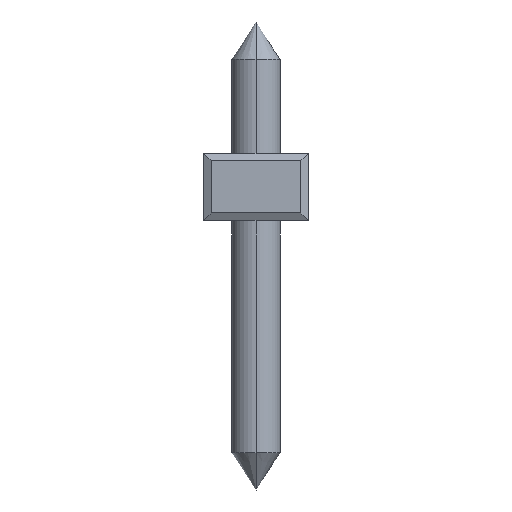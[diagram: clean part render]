
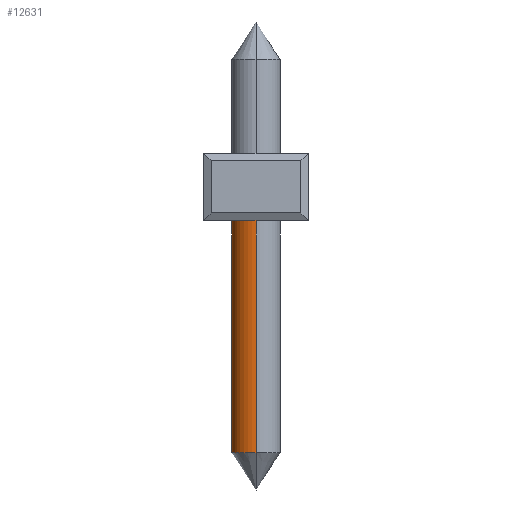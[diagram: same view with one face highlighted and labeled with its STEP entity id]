
A CAD part, front view. The second image highlights one B-rep face of the part: STEP entity #12631.
In plain terms, the highlighted cylindrical face has radius 0.65 mm (diameter 1.3 mm), a partial arc.
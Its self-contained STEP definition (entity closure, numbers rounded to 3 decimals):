
#3333=CARTESIAN_POINT('',(1.4,-117.5,0.2));
#3334=DIRECTION('',(0.,0.,1.));
#3335=DIRECTION('',(0.,1.,0.));
#3336=AXIS2_PLACEMENT_3D('',#3333,#3334,#3335);
#3343=CARTESIAN_POINT('',(1.4,-117.5,-6.2));
#3344=DIRECTION('',(0.,0.,1.));
#3345=DIRECTION('',(0.,1.,0.));
#3346=AXIS2_PLACEMENT_3D('',#3343,#3344,#3345);
#3348=DIRECTION('',(0.,0.,1.));
#3349=VECTOR('',#3348,6.4);
#3350=CARTESIAN_POINT('',(1.4,-116.85,-6.2));
#3351=LINE('',#3350,#3349);
#3357=DIRECTION('',(0.,0.,1.));
#3358=VECTOR('',#3357,6.4);
#3359=CARTESIAN_POINT('',(1.4,-118.15,-6.2));
#3360=LINE('',#3359,#3358);
#9134=CARTESIAN_POINT('',(1.4,-116.85,-6.2));
#9136=VERTEX_POINT('',#9134);
#9141=CARTESIAN_POINT('',(1.4,-118.15,-6.2));
#9142=VERTEX_POINT('',#9141);
#9145=CARTESIAN_POINT('',(1.4,-116.85,0.2));
#9146=CARTESIAN_POINT('',(1.4,-118.15,0.2));
#9147=VERTEX_POINT('',#9145);
#9148=VERTEX_POINT('',#9146);
#12617=CARTESIAN_POINT('',(1.4,-117.5,-7.825));
#12618=DIRECTION('',(0.,0.,1.));
#12619=DIRECTION('',(0.,1.,0.));
#12620=AXIS2_PLACEMENT_3D('',#12617,#12618,#12619);
#12621=CYLINDRICAL_SURFACE('',#12620,0.65);
#12622=ORIENTED_EDGE('',*,*,#12598,.T.);
#12624=ORIENTED_EDGE('',*,*,#12623,.F.);
#12626=ORIENTED_EDGE('',*,*,#12625,.F.);
#12628=ORIENTED_EDGE('',*,*,#12627,.T.);
#12629=EDGE_LOOP('',(#12622,#12624,#12626,#12628));
#12630=FACE_OUTER_BOUND('',#12629,.F.);
#12631=ADVANCED_FACE('',(#12630),#12621,.T.);
#3337=CIRCLE('',#3336,0.65);
#3347=CIRCLE('',#3346,0.65);
#12598=EDGE_CURVE('',#9147,#9148,#3337,.T.);
#12623=EDGE_CURVE('',#9142,#9148,#3360,.T.);
#12625=EDGE_CURVE('',#9136,#9142,#3347,.T.);
#12627=EDGE_CURVE('',#9136,#9147,#3351,.T.);
